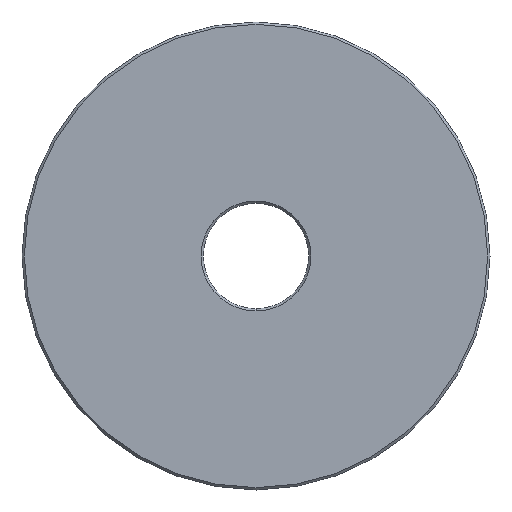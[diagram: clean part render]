
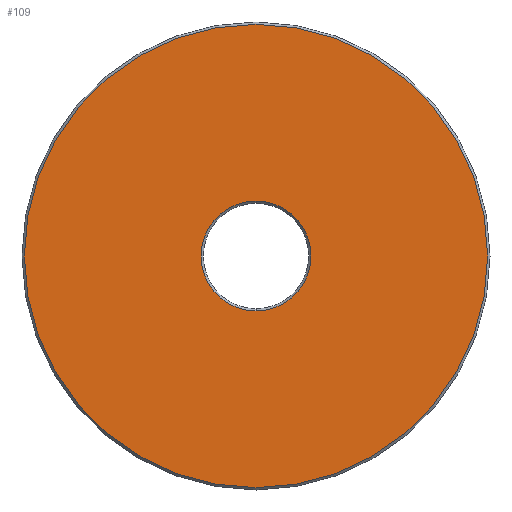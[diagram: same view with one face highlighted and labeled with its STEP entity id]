
A CAD part, front view. The second image highlights one B-rep face of the part: STEP entity #109.
In plain terms, the highlighted planar face has unit normal (0, -1, 0).
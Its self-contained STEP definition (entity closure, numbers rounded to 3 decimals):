
#15 = DIRECTION ( 'NONE',  ( 0., -1., 0. ) ) ;
#23 = ORIENTED_EDGE ( 'NONE', *, *, #366, .F. ) ;
#35 = CARTESIAN_POINT ( 'NONE',  ( 0., -9.5, 0. ) ) ;
#49 = EDGE_CURVE ( 'NONE', #234, #62, #383, .T. ) ;
#50 = CARTESIAN_POINT ( 'NONE',  ( 0., -9.5, -4.7 ) ) ;
#54 = CIRCLE ( 'NONE', #410, 19.8 ) ;
#62 = VERTEX_POINT ( 'NONE', #437 ) ;
#71 = DIRECTION ( 'NONE',  ( 0., -1., 0. ) ) ;
#91 = ORIENTED_EDGE ( 'NONE', *, *, #49, .T. ) ;
#94 = DIRECTION ( 'NONE',  ( 0., -1., 0. ) ) ;
#96 = VERTEX_POINT ( 'NONE', #195 ) ;
#109 = ADVANCED_FACE ( 'NONE', ( #332, #262 ), #296, .T. ) ;
#111 = AXIS2_PLACEMENT_3D ( 'NONE', #117, #386, #319 ) ;
#117 = CARTESIAN_POINT ( 'NONE',  ( 0., -9.5, 0. ) ) ;
#127 = CARTESIAN_POINT ( 'NONE',  ( 4.7, -9.5, 0. ) ) ;
#129 = ORIENTED_EDGE ( 'NONE', *, *, #381, .T. ) ;
#155 = ORIENTED_EDGE ( 'NONE', *, *, #194, .F. ) ;
#156 = CARTESIAN_POINT ( 'NONE',  ( 0., -9.5, -19.8 ) ) ;
#157 = AXIS2_PLACEMENT_3D ( 'NONE', #35, #94, #370 ) ;
#163 = AXIS2_PLACEMENT_3D ( 'NONE', #127, #15, #361 ) ;
#194 = EDGE_CURVE ( 'NONE', #96, #222, #228, .T. ) ;
#195 = CARTESIAN_POINT ( 'NONE',  ( 0., -9.5, 4.7 ) ) ;
#205 = CARTESIAN_POINT ( 'NONE',  ( 0., -9.5, 0. ) ) ;
#222 = VERTEX_POINT ( 'NONE', #50 ) ;
#228 = CIRCLE ( 'NONE', #385, 4.7 ) ;
#234 = VERTEX_POINT ( 'NONE', #156 ) ;
#262 = FACE_BOUND ( 'NONE', #351, .T. ) ;
#263 = EDGE_LOOP ( 'NONE', ( #129, #91 ) ) ;
#268 = DIRECTION ( 'NONE',  ( 0., -1., 0. ) ) ;
#296 = PLANE ( 'NONE',  #163 ) ;
#319 = DIRECTION ( 'NONE',  ( 0., 0., -1. ) ) ;
#332 = FACE_OUTER_BOUND ( 'NONE', #263, .T. ) ;
#348 = CIRCLE ( 'NONE', #157, 4.7 ) ;
#351 = EDGE_LOOP ( 'NONE', ( #23, #155 ) ) ;
#355 = CARTESIAN_POINT ( 'NONE',  ( 0., -9.5, 0. ) ) ;
#361 = DIRECTION ( 'NONE',  ( 0., 0., -1. ) ) ;
#366 = EDGE_CURVE ( 'NONE', #222, #96, #348, .T. ) ;
#370 = DIRECTION ( 'NONE',  ( 0., 0., -1. ) ) ;
#381 = EDGE_CURVE ( 'NONE', #62, #234, #54, .T. ) ;
#383 = CIRCLE ( 'NONE', #111, 19.8 ) ;
#385 = AXIS2_PLACEMENT_3D ( 'NONE', #355, #268, #404 ) ;
#386 = DIRECTION ( 'NONE',  ( 0., -1., 0. ) ) ;
#404 = DIRECTION ( 'NONE',  ( 0., 0., -1. ) ) ;
#410 = AXIS2_PLACEMENT_3D ( 'NONE', #205, #71, #449 ) ;
#437 = CARTESIAN_POINT ( 'NONE',  ( 0., -9.5, 19.8 ) ) ;
#449 = DIRECTION ( 'NONE',  ( 0., 0., -1. ) ) ;
